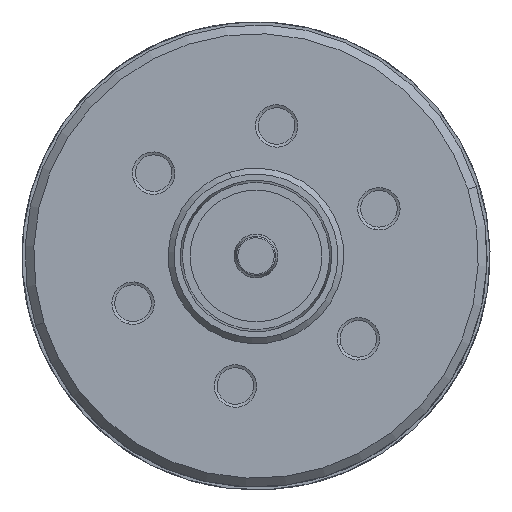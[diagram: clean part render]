
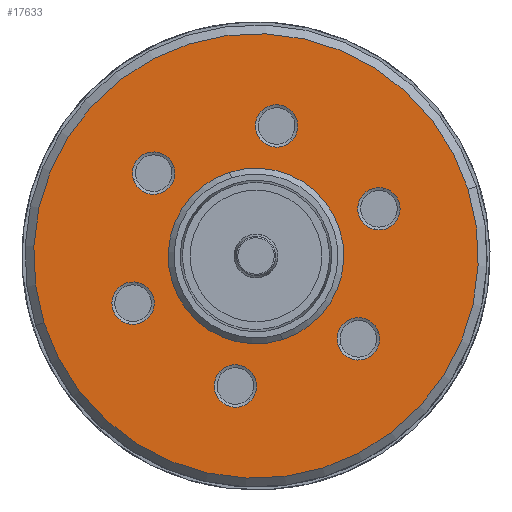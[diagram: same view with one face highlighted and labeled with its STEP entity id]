
A CAD part, front view. The second image highlights one B-rep face of the part: STEP entity #17633.
In plain terms, the highlighted planar face has unit normal (0, -1, 0).
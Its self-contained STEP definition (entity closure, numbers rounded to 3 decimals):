
#6109=CARTESIAN_POINT('',(33.613,-5.45,
-10.401));
#6110=DIRECTION('',(0.,1.,0.));
#6111=DIRECTION('',(-0.954,0.,-0.301));
#6112=AXIS2_PLACEMENT_3D('',#6109,#6110,#6111);
#6114=CARTESIAN_POINT('',(33.613,-5.45,
-10.401));
#6115=DIRECTION('',(0.,1.,0.));
#6116=DIRECTION('',(0.954,0.,0.301));
#6117=AXIS2_PLACEMENT_3D('',#6114,#6115,#6116);
#6119=CARTESIAN_POINT('',(30.116,-5.45,
-7.569));
#6120=DIRECTION('',(0.,-1.,0.));
#6121=DIRECTION('',(-0.954,0.,-0.301));
#6122=AXIS2_PLACEMENT_3D('',#6119,#6120,#6121);
#6124=CARTESIAN_POINT('',(30.116,-5.45,
-7.569));
#6125=DIRECTION('',(0.,-1.,0.));
#6126=DIRECTION('',(0.954,0.,0.301));
#6127=AXIS2_PLACEMENT_3D('',#6124,#6125,#6126);
#6129=CARTESIAN_POINT('',(34.317,-5.45,-5.956));
#6130=DIRECTION('',(0.,-1.,0.));
#6131=DIRECTION('',(0.737,0.,-0.676));
#6132=AXIS2_PLACEMENT_3D('',#6129,#6130,#6131);
#6134=CARTESIAN_POINT('',(37.815,-5.45,
-8.788));
#6135=DIRECTION('',(0.,-1.,0.));
#6136=DIRECTION('',(-0.216,0.,-0.976));
#6137=AXIS2_PLACEMENT_3D('',#6134,#6135,#6136);
#6139=CARTESIAN_POINT('',(37.111,-5.45,
-13.233));
#6140=DIRECTION('',(0.,-1.,0.));
#6141=DIRECTION('',(0.954,0.,0.301));
#6142=AXIS2_PLACEMENT_3D('',#6139,#6140,#6141);
#6144=CARTESIAN_POINT('',(37.111,-5.45,
-13.233));
#6145=DIRECTION('',(0.,-1.,0.));
#6146=DIRECTION('',(-0.954,0.,-0.301));
#6147=AXIS2_PLACEMENT_3D('',#6144,#6145,#6146);
#6149=CARTESIAN_POINT('',(32.909,-5.45,-14.845));
#6150=DIRECTION('',(0.,-1.,0.));
#6151=DIRECTION('',(0.737,0.,-0.676));
#6152=AXIS2_PLACEMENT_3D('',#6149,#6150,#6151);
#6154=CARTESIAN_POINT('',(29.412,-5.45,
-12.013));
#6155=DIRECTION('',(0.,-1.,0.));
#6156=DIRECTION('',(-0.216,0.,-0.976));
#6157=AXIS2_PLACEMENT_3D('',#6154,#6155,#6156);
#6159=CARTESIAN_POINT('',(33.613,-5.45,
-10.401));
#6160=DIRECTION('',(0.,-1.,0.));
#6161=DIRECTION('',(0.301,0.,-0.954));
#6162=AXIS2_PLACEMENT_3D('',#6159,#6160,#6161);
#6164=CARTESIAN_POINT('',(33.613,-5.45,
-10.401));
#6165=DIRECTION('',(0.,-1.,0.));
#6166=DIRECTION('',(-0.301,0.,0.954));
#6167=AXIS2_PLACEMENT_3D('',#6164,#6165,#6166);
#6213=CARTESIAN_POINT('',(34.317,-5.45,
-5.956));
#6214=DIRECTION('',(0.,1.,0.));
#6215=DIRECTION('',(0.737,0.,-0.676));
#6216=AXIS2_PLACEMENT_3D('',#6213,#6214,#6215);
#6254=CARTESIAN_POINT('',(37.815,-5.45,
-8.788));
#6255=DIRECTION('',(0.,1.,0.));
#6256=DIRECTION('',(-0.216,0.,-0.976));
#6257=AXIS2_PLACEMENT_3D('',#6254,#6255,#6256);
#6331=CARTESIAN_POINT('',(32.909,-5.45,
-14.845));
#6332=DIRECTION('',(0.,1.,0.));
#6333=DIRECTION('',(0.737,0.,-0.676));
#6334=AXIS2_PLACEMENT_3D('',#6331,#6332,#6333);
#6372=CARTESIAN_POINT('',(29.412,-5.45,
-12.013));
#6373=DIRECTION('',(0.,1.,0.));
#6374=DIRECTION('',(-0.216,0.,-0.976));
#6375=AXIS2_PLACEMENT_3D('',#6372,#6373,#6374);
#8203=CARTESIAN_POINT('',(29.425,-5.45,
-7.787));
#8204=CARTESIAN_POINT('',(30.808,-5.45,
-7.351));
#8205=VERTEX_POINT('',#8203);
#8206=VERTEX_POINT('',#8204);
#8207=CARTESIAN_POINT('',(34.852,-5.45,-6.446));
#8208=CARTESIAN_POINT('',(33.783,-5.45,-5.466));
#8209=VERTEX_POINT('',#8207);
#8210=VERTEX_POINT('',#8208);
#8211=CARTESIAN_POINT('',(37.658,-5.45,
-9.496));
#8212=CARTESIAN_POINT('',(37.971,-5.45,
-8.08));
#8213=VERTEX_POINT('',#8211);
#8214=VERTEX_POINT('',#8212);
#8215=CARTESIAN_POINT('',(37.802,-5.45,
-13.015));
#8216=CARTESIAN_POINT('',(36.419,-5.45,
-13.451));
#8217=VERTEX_POINT('',#8215);
#8218=VERTEX_POINT('',#8216);
#8219=CARTESIAN_POINT('',(33.444,-5.45,-15.335));
#8220=CARTESIAN_POINT('',(32.375,-5.45,-14.355));
#8221=VERTEX_POINT('',#8219);
#8222=VERTEX_POINT('',#8220);
#8223=CARTESIAN_POINT('',(29.255,-5.45,
-12.721));
#8224=CARTESIAN_POINT('',(29.569,-5.45,
-11.305));
#8225=VERTEX_POINT('',#8223);
#8226=VERTEX_POINT('',#8224);
#8227=CARTESIAN_POINT('',(26.365,-5.45,
-12.686));
#8228=CARTESIAN_POINT('',(40.862,-5.45,
-8.115));
#8229=VERTEX_POINT('',#8227);
#8230=VERTEX_POINT('',#8228);
#8235=CARTESIAN_POINT('',(34.516,-5.45,
-13.262));
#8236=CARTESIAN_POINT('',(32.711,-5.45,
-7.539));
#8237=VERTEX_POINT('',#8235);
#8238=VERTEX_POINT('',#8236);
#17581=CARTESIAN_POINT('',(33.613,-5.45,
-10.401));
#17582=DIRECTION('',(0.,1.,0.));
#17583=DIRECTION('',(0.301,0.,-0.954));
#17584=AXIS2_PLACEMENT_3D('',#17581,#17582,#17583);
#17585=PLANE('',#17584);
#17586=ORIENTED_EDGE('',*,*,#17571,.T.);
#17588=ORIENTED_EDGE('',*,*,#17587,.T.);
#17589=EDGE_LOOP('',(#17586,#17588));
#17590=FACE_OUTER_BOUND('',#17589,.F.);
#17592=ORIENTED_EDGE('',*,*,#17591,.T.);
#17594=ORIENTED_EDGE('',*,*,#17593,.T.);
#17595=EDGE_LOOP('',(#17592,#17594));
#17596=FACE_BOUND('',#17595,.F.);
#17598=ORIENTED_EDGE('',*,*,#17597,.F.);
#17600=ORIENTED_EDGE('',*,*,#17599,.T.);
#17601=EDGE_LOOP('',(#17598,#17600));
#17602=FACE_BOUND('',#17601,.F.);
#17604=ORIENTED_EDGE('',*,*,#17603,.F.);
#17606=ORIENTED_EDGE('',*,*,#17605,.T.);
#17607=EDGE_LOOP('',(#17604,#17606));
#17608=FACE_BOUND('',#17607,.F.);
#17610=ORIENTED_EDGE('',*,*,#17609,.T.);
#17612=ORIENTED_EDGE('',*,*,#17611,.T.);
#17613=EDGE_LOOP('',(#17610,#17612));
#17614=FACE_BOUND('',#17613,.F.);
#17616=ORIENTED_EDGE('',*,*,#17615,.T.);
#17618=ORIENTED_EDGE('',*,*,#17617,.F.);
#17619=EDGE_LOOP('',(#17616,#17618));
#17620=FACE_BOUND('',#17619,.F.);
#17622=ORIENTED_EDGE('',*,*,#17621,.T.);
#17624=ORIENTED_EDGE('',*,*,#17623,.F.);
#17625=EDGE_LOOP('',(#17622,#17624));
#17626=FACE_BOUND('',#17625,.F.);
#17628=ORIENTED_EDGE('',*,*,#17627,.T.);
#17630=ORIENTED_EDGE('',*,*,#17629,.T.);
#17631=EDGE_LOOP('',(#17628,#17630));
#17632=FACE_BOUND('',#17631,.F.);
#17633=ADVANCED_FACE('',(#17590,#17596,#17602,#17608,#17614,#17620,#17626,
#17632),#17585,.F.);
#6113=CIRCLE('',#6112,7.6);
#6118=CIRCLE('',#6117,7.6);
#6123=CIRCLE('',#6122,0.725);
#6128=CIRCLE('',#6127,0.725);
#6133=CIRCLE('',#6132,0.725);
#6138=CIRCLE('',#6137,0.725);
#6143=CIRCLE('',#6142,0.725);
#6148=CIRCLE('',#6147,0.725);
#6153=CIRCLE('',#6152,0.725);
#6158=CIRCLE('',#6157,0.725);
#6163=CIRCLE('',#6162,3.);
#6168=CIRCLE('',#6167,3.);
#6217=CIRCLE('',#6216,0.725);
#6258=CIRCLE('',#6257,0.725);
#6335=CIRCLE('',#6334,0.725);
#6376=CIRCLE('',#6375,0.725);
#17571=EDGE_CURVE('',#8229,#8230,#6113,.T.);
#17587=EDGE_CURVE('',#8230,#8229,#6118,.T.);
#17591=EDGE_CURVE('',#8205,#8206,#6123,.T.);
#17593=EDGE_CURVE('',#8206,#8205,#6128,.T.);
#17597=EDGE_CURVE('',#8209,#8210,#6217,.T.);
#17599=EDGE_CURVE('',#8209,#8210,#6133,.T.);
#17603=EDGE_CURVE('',#8213,#8214,#6258,.T.);
#17605=EDGE_CURVE('',#8213,#8214,#6138,.T.);
#17609=EDGE_CURVE('',#8217,#8218,#6143,.T.);
#17611=EDGE_CURVE('',#8218,#8217,#6148,.T.);
#17615=EDGE_CURVE('',#8221,#8222,#6153,.T.);
#17617=EDGE_CURVE('',#8221,#8222,#6335,.T.);
#17621=EDGE_CURVE('',#8225,#8226,#6158,.T.);
#17623=EDGE_CURVE('',#8225,#8226,#6376,.T.);
#17627=EDGE_CURVE('',#8237,#8238,#6163,.T.);
#17629=EDGE_CURVE('',#8238,#8237,#6168,.T.);
